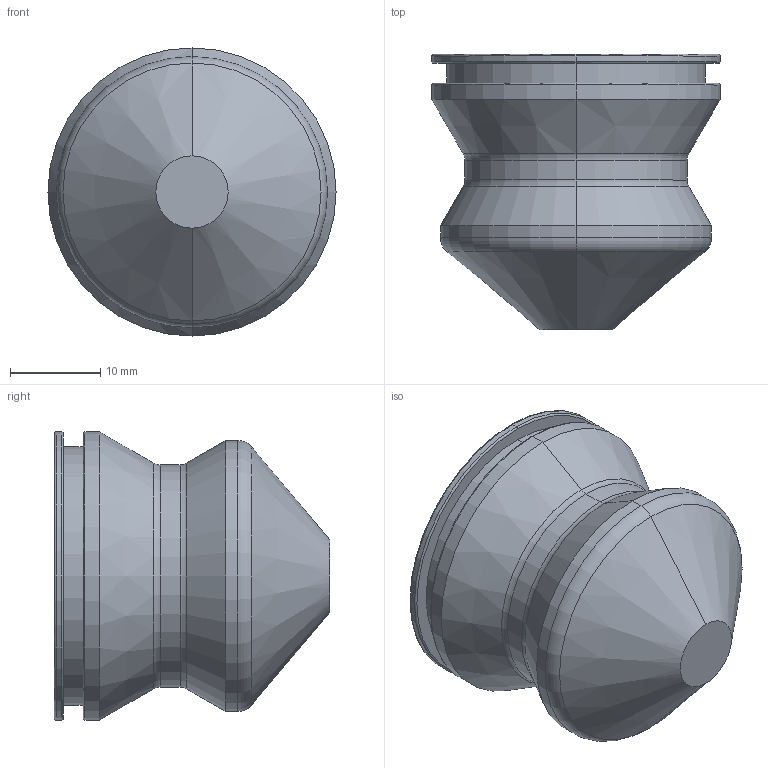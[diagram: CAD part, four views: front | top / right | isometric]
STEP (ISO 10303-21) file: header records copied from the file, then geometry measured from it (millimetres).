
FILE_DESCRIPTION (( 'STEP AP214' ), '1' );
FILE_NAME ('保护塞.STEP', '2019-03-09T09:27:48', ( '' ), ( '' ), 'SwSTEP 2.0', 'SolidWorks 2018', '' );
FILE_SCHEMA (( 'AUTOMOTIVE_DESIGN' ));
Length unit declared in the file: millimetre
Products named in the file (1): 保护塞
Bounding box: 31.9 x 30.5 x 31.9 mm (x, y, z)
Volume: 16065.9 mm3; surface area: 4206.5 mm2
Topology: 1 solids, 1 shells, 36 faces, 72 edges, 39 vertices
Faces by surface type: torus 12, cylinder 12, cone 8, plane 4
Entity records: 976 total; most frequent: DIRECTION 194, CARTESIAN_POINT 146, ORIENTED_EDGE 140, AXIS2_PLACEMENT_3D 87, EDGE_CURVE 70, CIRCLE 50, EDGE_LOOP 39, VERTEX_POINT 39
